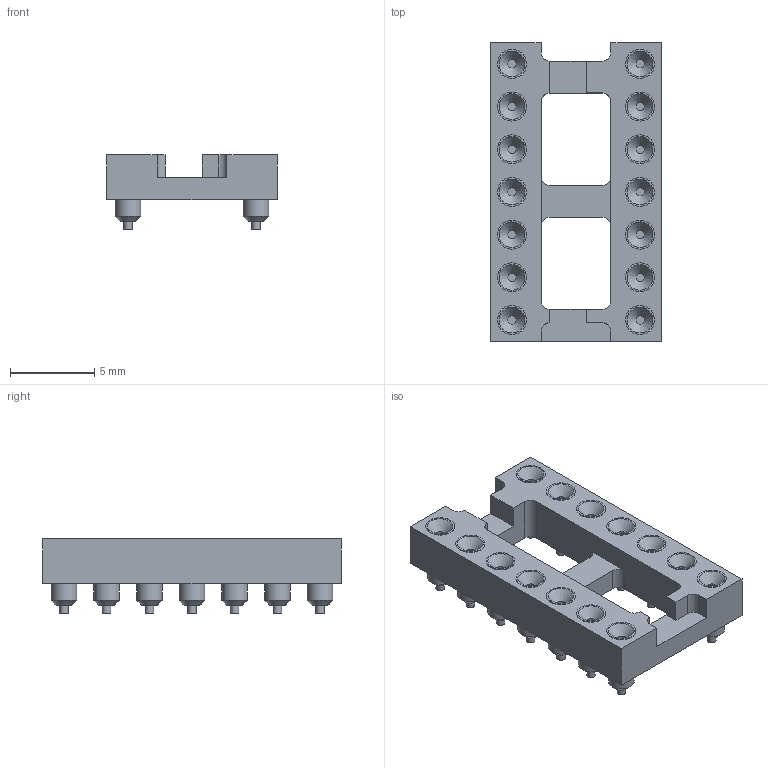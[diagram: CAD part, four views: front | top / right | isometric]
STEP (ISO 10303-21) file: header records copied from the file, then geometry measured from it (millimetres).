
FILE_DESCRIPTION(('FreeCAD Model'),'2;1');
FILE_NAME('DIP-14-SOQUET-SMD.step', '2020-03-29T19:05:23',('Author'),(''), 'Open CASCADE STEP processor 7.3','FreeCAD','Unknown');
FILE_SCHEMA(('AUTOMOTIVE_DESIGN { 1 0 10303 214 1 1 1 1 }'));
Length unit declared in the file: millimetre
Products named in the file (1): Cut
Bounding box: 10.16 x 17.78 x 4.51 mm (x, y, z)
Volume: 344.7 mm3; surface area: 653.3 mm2
Topology: 1 solids, 1 shells, 193 faces, 352 edges, 229 vertices
Faces by surface type: plane 97, cylinder 68, cone 28
Full cylindrical faces by diameter (mm): 0.508 x28, 1.524 x14, 1.724 x14
Entity records: 11019 total; most frequent: CARTESIAN_POINT 2043, DIRECTION 1528, LINE 714, VECTOR 714, ORIENTED_EDGE 704, PCURVE 704, DEFINITIONAL_REPRESENTATION 704, AXIS2_PLACEMENT_3D 372
